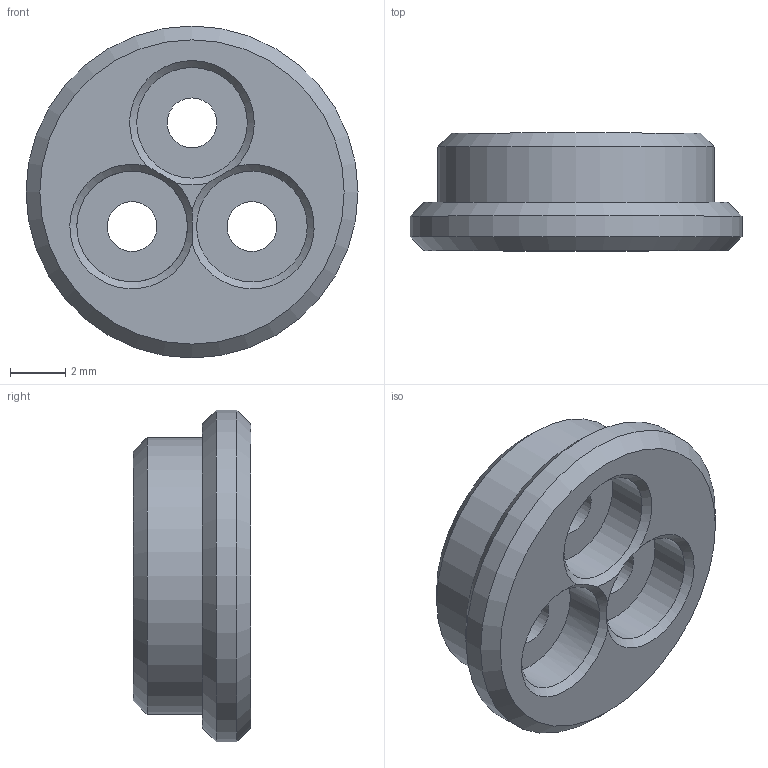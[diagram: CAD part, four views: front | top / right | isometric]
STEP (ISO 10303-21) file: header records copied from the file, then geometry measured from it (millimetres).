
FILE_DESCRIPTION(/* description */ ('Unknown'),/* implementation_level */ '2;1');
FILE_NAME(/* name */ 'seagull4A_l-Bracket_filmDial_back_002',/* time_stamp */ '2026-01-13T22:53:22-05:00',/* author */ ('Unknown'),/* organization */ ('Unknown'),/* preprocessor_version */ 'ST-DEVELOPER v18.1',/* originating_system */ 'Solid Edge',/* authorisation */ 'Unknown');
FILE_SCHEMA (('PROCESS_PLANNING_SCHEMA','AUTOMOTIVE_DESIGN {1 0 10303 214 3 1 1}'));
Length unit declared in the file: millimetre
Products named in the file (2): seagull_4A104_jawboneCage; seagull4A_l-Bracket_filmDial_back_002
Assembly tree (1 placements, depth 2):
  seagull_4A104_jawboneCage
    seagull4A_l-Bracket_filmDial_back_002
Bounding box: 12 x 4.25 x 12 mm (x, y, z)
Volume: 294.5 mm3; surface area: 423.9 mm2
Topology: 1 solids, 1 shells, 24 faces, 63 edges, 43 vertices
Faces by surface type: cone 9, cylinder 8, plane 7
Full cylindrical faces by diameter (mm): 1.8 x3, 4 x3, 10 x1, 12 x1
Entity records: 633 total; most frequent: DIRECTION 114, CARTESIAN_POINT 100, ORIENTED_EDGE 68, AXIS2_PLACEMENT_3D 57, EDGE_LOOP 49, FACE_BOUND 49, EDGE_CURVE 34, VERTEX_POINT 31
